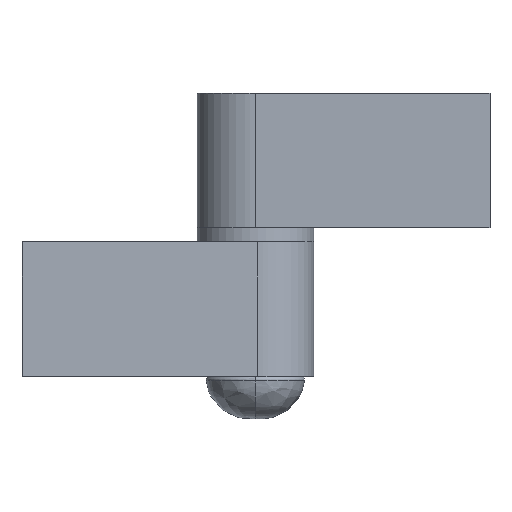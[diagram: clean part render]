
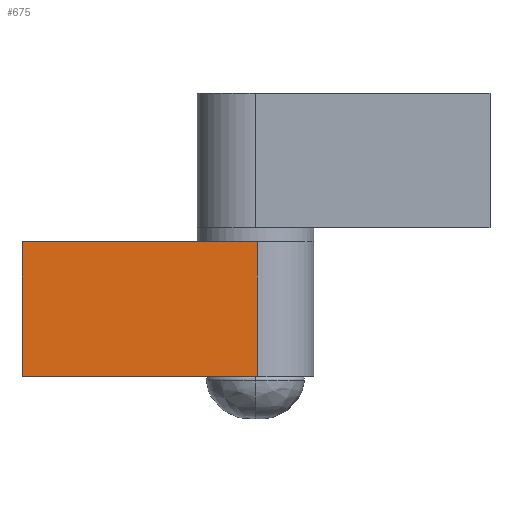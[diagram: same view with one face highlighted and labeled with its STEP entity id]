
A CAD part, front view. The second image highlights one B-rep face of the part: STEP entity #675.
In plain terms, the highlighted free-form (B-spline) face has degree [1, 1] with [2, 2] control points.
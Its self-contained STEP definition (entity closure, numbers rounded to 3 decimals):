
#541 = VERTEX_POINT('',#542);
#542 = CARTESIAN_POINT('',(0.41,-11.685,
    -16.334));
#548 = EDGE_CURVE('',#541,#549,#551,.T.);
#549 = VERTEX_POINT('',#550);
#550 = CARTESIAN_POINT('',(0.41,-11.685,
    -43.332));
#551 = B_SPLINE_CURVE_WITH_KNOTS('',1,(#552,#553),.UNSPECIFIED.,.F.,.F.,
  (2,2),(0.,19.05),.PIECEWISE_BEZIER_KNOTS.);
#552 = CARTESIAN_POINT('',(0.41,-11.685,
    -16.334));
#553 = CARTESIAN_POINT('',(0.41,-11.685,
    -43.332));
#652 = VERTEX_POINT('',#653);
#653 = CARTESIAN_POINT('',(-46.685,-13.336,
    -43.332));
#658 = EDGE_CURVE('',#659,#652,#661,.T.);
#659 = VERTEX_POINT('',#660);
#660 = CARTESIAN_POINT('',(-46.685,-13.336,
    -16.334));
#661 = B_SPLINE_CURVE_WITH_KNOTS('',1,(#662,#663),.UNSPECIFIED.,.F.,.F.,
  (2,2),(0.,19.05),.PIECEWISE_BEZIER_KNOTS.);
#662 = CARTESIAN_POINT('',(-46.685,-13.336,
    -16.334));
#663 = CARTESIAN_POINT('',(-46.685,-13.336,
    -43.332));
#675 = ADVANCED_FACE('',(#676),#690,.T.);
#676 = FACE_BOUND('',#677,.T.);
#677 = EDGE_LOOP('',(#678,#683,#684,#689));
#678 = ORIENTED_EDGE('',*,*,#679,.F.);
#679 = EDGE_CURVE('',#549,#652,#680,.T.);
#680 = B_SPLINE_CURVE_WITH_KNOTS('',1,(#681,#682),.UNSPECIFIED.,.F.,.F.,
  (2,2),(0.,33.25),.PIECEWISE_BEZIER_KNOTS.);
#681 = CARTESIAN_POINT('',(0.41,-11.685,
    -43.332));
#682 = CARTESIAN_POINT('',(-46.685,-13.336,
    -43.332));
#683 = ORIENTED_EDGE('',*,*,#548,.F.);
#684 = ORIENTED_EDGE('',*,*,#685,.T.);
#685 = EDGE_CURVE('',#541,#659,#686,.T.);
#686 = B_SPLINE_CURVE_WITH_KNOTS('',1,(#687,#688),.UNSPECIFIED.,.F.,.F.,
  (2,2),(0.,33.25),.PIECEWISE_BEZIER_KNOTS.);
#687 = CARTESIAN_POINT('',(0.41,-11.685,
    -16.334));
#688 = CARTESIAN_POINT('',(-46.685,-13.336,
    -16.334));
#689 = ORIENTED_EDGE('',*,*,#658,.T.);
#690 = B_SPLINE_SURFACE_WITH_KNOTS('',1,1,(
    (#691,#692)
    ,(#693,#694
    )),.UNSPECIFIED.,.F.,.F.,.F.,(2,2),(2,2),(0.,33.25),(0.,19.05),
  .PIECEWISE_BEZIER_KNOTS.);
#691 = CARTESIAN_POINT('',(0.41,-11.685,
    -16.334));
#692 = CARTESIAN_POINT('',(0.41,-11.685,
    -43.332));
#693 = CARTESIAN_POINT('',(-46.685,-13.336,
    -16.334));
#694 = CARTESIAN_POINT('',(-46.685,-13.336,
    -43.332));
